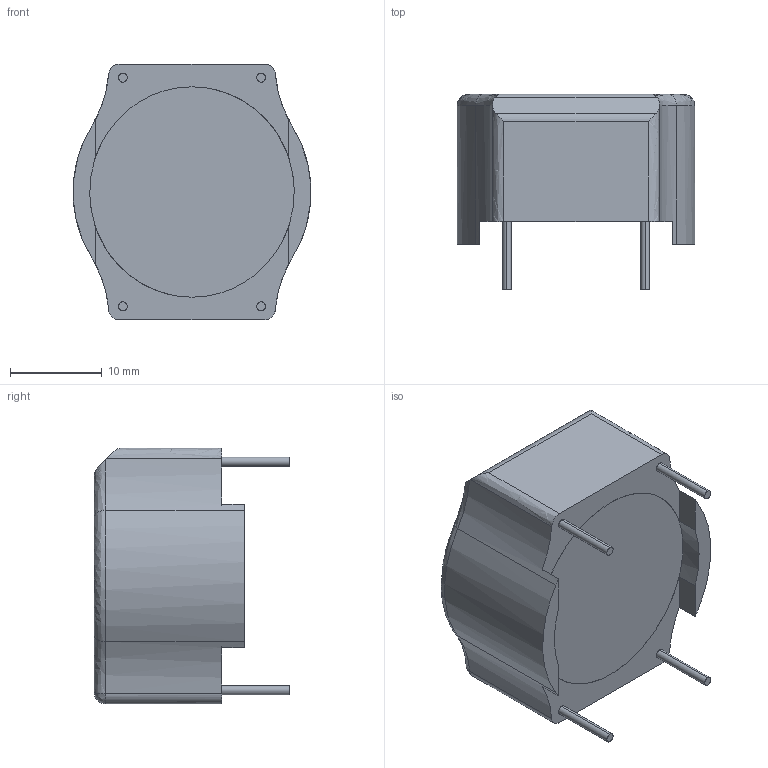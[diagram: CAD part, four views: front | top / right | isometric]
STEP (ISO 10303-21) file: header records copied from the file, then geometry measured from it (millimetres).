
FILE_DESCRIPTION(/* description */ (''),/* implementation_level */ '2;1');
FILE_NAME(/* name */ 'RN122 v4.step',/* time_stamp */ '2019-07-05T13:37:55+01:00',/* author */ (''),/* organization */ (''),/* preprocessor_version */ 'ST-DEVELOPER v18',/* originating_system */ 'Autodesk Translation Framework v8.2.0.1029',/* authorisation */ '');
FILE_SCHEMA (('AUTOMOTIVE_DESIGN { 1 0 10303 214 3 1 1 }'));
Length unit declared in the file: centimetre
Products named in the file (1): User Library-RN122
Bounding box: 25.9 x 21.32 x 27.9 mm (x, y, z)
Volume: 8570.2 mm3; surface area: 2713.8 mm2
Topology: 1 solids, 1 shells, 134 faces, 358 edges, 234 vertices
Faces by surface type: bspline 74, plane 57, cylinder 3
Entity records: 6043 total; most frequent: CARTESIAN_POINT 2957, ORIENTED_EDGE 712, DIRECTION 436, EDGE_CURVE 356, VERTEX_POINT 234, LINE 194, VECTOR 194, EDGE_LOOP 144
